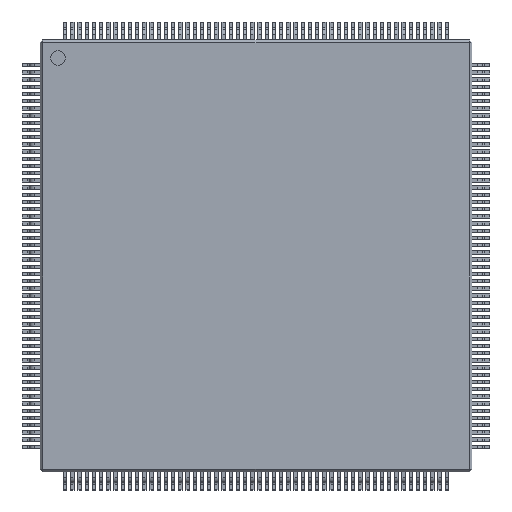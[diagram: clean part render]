
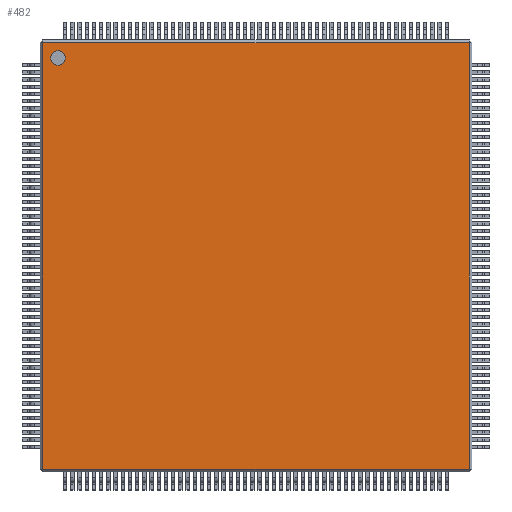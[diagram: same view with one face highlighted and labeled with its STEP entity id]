
A CAD part, top view. The second image highlights one B-rep face of the part: STEP entity #482.
In plain terms, the highlighted planar face has unit normal (0, 0, 1).
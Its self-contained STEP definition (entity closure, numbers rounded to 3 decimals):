
#13=DIRECTION('',(0.,0.,1.));
#14=DIRECTION('',(1.,0.,0.));
#280=VECTOR('',#281,1.);
#281=DIRECTION('',(0.,1.,0.));
#354=VERTEX_POINT('',#355);
#355=CARTESIAN_POINT('',(-11.85,-11.85,1.));
#363=VERTEX_POINT('',#364);
#364=CARTESIAN_POINT('',(-11.85,11.85,1.));
#369=ORIENTED_EDGE('',*,*,#370,.F.);
#370=EDGE_CURVE('',#354,#363,#371,.T.);
#371=LINE('',#372,#280);
#372=CARTESIAN_POINT('',(-11.85,-12.,1.));
#439=VECTOR('',#14,1.);
#482=ADVANCED_FACE('',(#483,#501),#510,.T.);
#483=FACE_BOUND('',#484,.T.);
#484=EDGE_LOOP('',(#369,#485,#491,#497));
#485=ORIENTED_EDGE('',*,*,#486,.T.);
#486=EDGE_CURVE('',#354,#487,#489,.T.);
#487=VERTEX_POINT('',#488);
#488=CARTESIAN_POINT('',(11.85,-11.85,1.));
#489=LINE('',#490,#439);
#490=CARTESIAN_POINT('',(-12.,-11.85,1.));
#491=ORIENTED_EDGE('',*,*,#492,.T.);
#492=EDGE_CURVE('',#487,#493,#495,.T.);
#493=VERTEX_POINT('',#494);
#494=CARTESIAN_POINT('',(11.85,11.85,1.));
#495=LINE('',#496,#280);
#496=CARTESIAN_POINT('',(11.85,-12.,1.));
#497=ORIENTED_EDGE('',*,*,#498,.F.);
#498=EDGE_CURVE('',#363,#493,#499,.T.);
#499=LINE('',#500,#439);
#500=CARTESIAN_POINT('',(-12.,11.85,1.));
#501=FACE_BOUND('',#502,.T.);
#502=EDGE_LOOP('',(#503));
#503=ORIENTED_EDGE('',*,*,#504,.F.);
#504=EDGE_CURVE('',#505,#505,#507,.T.);
#505=VERTEX_POINT('',#506);
#506=CARTESIAN_POINT('',(-10.6,11.,1.));
#507=CIRCLE('',#508,0.4);
#508=AXIS2_PLACEMENT_3D('',#509,#13,#14);
#509=CARTESIAN_POINT('',(-11.,11.,1.));
#510=PLANE('',#511);
#511=AXIS2_PLACEMENT_3D('',#512,#13,#14);
#512=CARTESIAN_POINT('',(-12.,-12.,1.));
